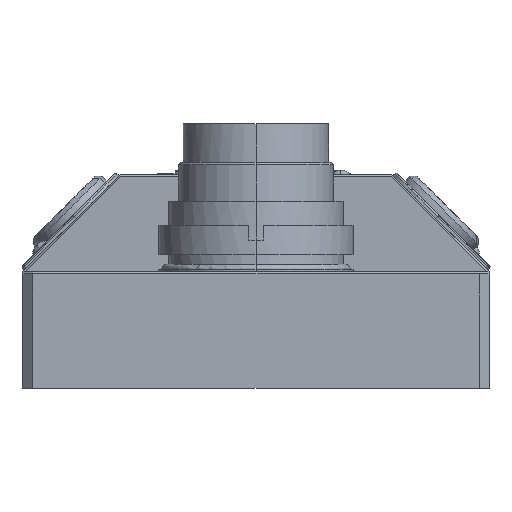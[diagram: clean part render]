
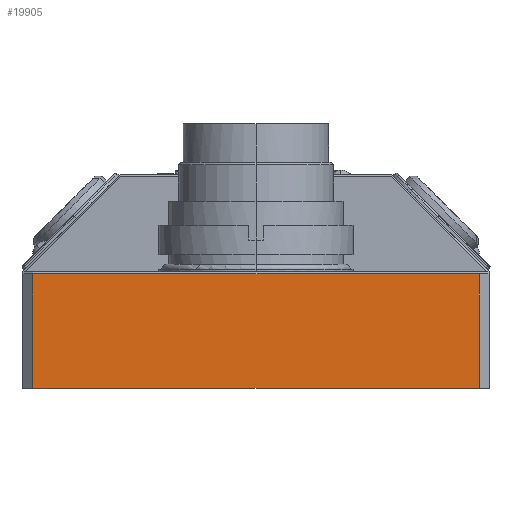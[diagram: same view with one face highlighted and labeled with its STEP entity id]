
A CAD part, front view. The second image highlights one B-rep face of the part: STEP entity #19905.
In plain terms, the highlighted planar face has unit normal (0, -1, 0).
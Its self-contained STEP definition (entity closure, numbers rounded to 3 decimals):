
#19892=AXIS2_PLACEMENT_3D('Plane Axis2P3D',#19889,#19890,#19891) ;
#4883=CARTESIAN_POINT('Vertex',(47.,0.,0.)) ;
#4886=CARTESIAN_POINT('Line Origine',(24.,0.,0.)) ;
#4890=CARTESIAN_POINT('Vertex',(1.,0.,0.)) ;
#19516=CARTESIAN_POINT('Vertex',(47.,0.,11.8)) ;
#19553=CARTESIAN_POINT('Vertex',(1.,0.,11.8)) ;
#19556=CARTESIAN_POINT('Line Origine',(24.,0.,11.8)) ;
#19718=CARTESIAN_POINT('Line Origine',(1.,0.,5.9)) ;
#19889=CARTESIAN_POINT('Axis2P3D Location',(48.,0.,1.)) ;
#19894=CARTESIAN_POINT('Line Origine',(47.,0.,5.9)) ;
#4887=DIRECTION('Vector Direction',(1.,0.,0.)) ;
#19557=DIRECTION('Vector Direction',(1.,0.,0.)) ;
#19719=DIRECTION('Vector Direction',(0.,0.,-1.)) ;
#19890=DIRECTION('Axis2P3D Direction',(0.,-1.,0.)) ;
#19891=DIRECTION('Axis2P3D XDirection',(0.,0.,-1.)) ;
#19895=DIRECTION('Vector Direction',(0.,0.,-1.)) ;
#4888=VECTOR('Line Direction',#4887,1.) ;
#19558=VECTOR('Line Direction',#19557,1.) ;
#19720=VECTOR('Line Direction',#19719,1.) ;
#19896=VECTOR('Line Direction',#19895,1.) ;
#19900=ORIENTED_EDGE('',*,*,#19560,.F.) ;
#19901=ORIENTED_EDGE('',*,*,#19722,.T.) ;
#19902=ORIENTED_EDGE('',*,*,#4892,.T.) ;
#19903=ORIENTED_EDGE('',*,*,#19898,.F.) ;
#19905=ADVANCED_FACE('Hauptkoerper',(#19904),#19893,.T.) ;
#4892=EDGE_CURVE('',#4891,#4884,#4889,.T.) ;
#19560=EDGE_CURVE('',#19554,#19517,#19559,.T.) ;
#19722=EDGE_CURVE('',#19554,#4891,#19721,.T.) ;
#19898=EDGE_CURVE('',#19517,#4884,#19897,.T.) ;
#19899=EDGE_LOOP('',(#19900,#19901,#19902,#19903)) ;
#19904=FACE_OUTER_BOUND('',#19899,.T.) ;
#4889=LINE('Line',#4886,#4888) ;
#19559=LINE('Line',#19556,#19558) ;
#19721=LINE('Line',#19718,#19720) ;
#19897=LINE('Line',#19894,#19896) ;
#19893=PLANE('',#19892) ;
#4884=VERTEX_POINT('',#4883) ;
#4891=VERTEX_POINT('',#4890) ;
#19517=VERTEX_POINT('',#19516) ;
#19554=VERTEX_POINT('',#19553) ;
